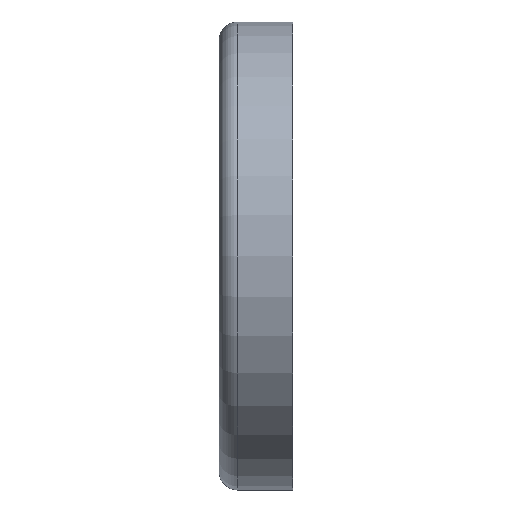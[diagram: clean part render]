
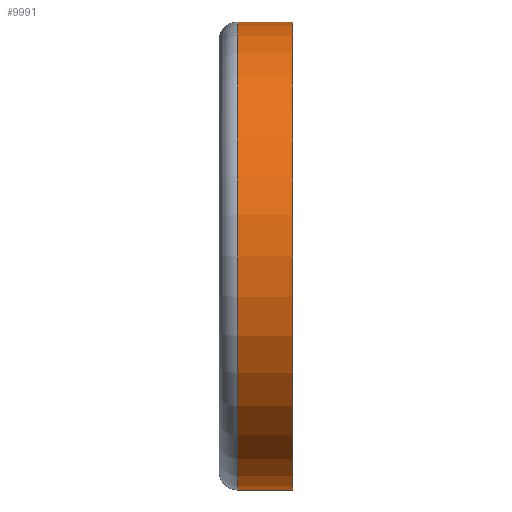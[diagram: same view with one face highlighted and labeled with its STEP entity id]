
A CAD part, left-side view. The second image highlights one B-rep face of the part: STEP entity #9991.
In plain terms, the highlighted cylindrical face has radius 38 mm (diameter 76 mm), a partial arc.
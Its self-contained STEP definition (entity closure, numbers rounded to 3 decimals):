
#443 = DIRECTION ( 'NONE',  ( 0., -1., 0. ) ) ;
#611 = CARTESIAN_POINT ( 'NONE',  ( 0., 0., 0. ) ) ;
#1411 = EDGE_CURVE ( 'NONE', #14866, #9759, #15535, .T. ) ;
#1886 = DIRECTION ( 'NONE',  ( 0., -1., 0. ) ) ;
#2029 = CARTESIAN_POINT ( 'NONE',  ( 0., 9., 38. ) ) ;
#2230 = CARTESIAN_POINT ( 'NONE',  ( 0., 0., 0. ) ) ;
#2464 = LINE ( 'NONE', #6841, #16129 ) ;
#2630 = EDGE_CURVE ( 'NONE', #14866, #3016, #5165, .T. ) ;
#3016 = VERTEX_POINT ( 'NONE', #4100 ) ;
#3371 = EDGE_CURVE ( 'NONE', #3016, #13337, #14747, .T. ) ;
#3800 = CYLINDRICAL_SURFACE ( 'NONE', #7496, 38. ) ;
#4053 = ORIENTED_EDGE ( 'NONE', *, *, #1411, .T. ) ;
#4100 = CARTESIAN_POINT ( 'NONE',  ( 0., 0., 38. ) ) ;
#5165 = LINE ( 'NONE', #6691, #11249 ) ;
#5612 = DIRECTION ( 'NONE',  ( 0., -1., 0. ) ) ;
#6691 = CARTESIAN_POINT ( 'NONE',  ( 0., 0., 38. ) ) ;
#6841 = CARTESIAN_POINT ( 'NONE',  ( 0., 0., -38. ) ) ;
#7032 = ORIENTED_EDGE ( 'NONE', *, *, #2630, .F. ) ;
#7241 = DIRECTION ( 'NONE',  ( 0., 0., -1. ) ) ;
#7496 = AXIS2_PLACEMENT_3D ( 'NONE', #2230, #12201, #7241 ) ;
#7904 = ORIENTED_EDGE ( 'NONE', *, *, #8605, .T. ) ;
#8605 = EDGE_CURVE ( 'NONE', #9759, #13337, #2464, .T. ) ;
#8927 = ORIENTED_EDGE ( 'NONE', *, *, #3371, .F. ) ;
#8948 = AXIS2_PLACEMENT_3D ( 'NONE', #611, #11768, #9279 ) ;
#9279 = DIRECTION ( 'NONE',  ( 0., 0., -1. ) ) ;
#9759 = VERTEX_POINT ( 'NONE', #12619 ) ;
#9991 = ADVANCED_FACE ( 'NONE', ( #10256 ), #3800, .T. ) ;
#10256 = FACE_OUTER_BOUND ( 'NONE', #13938, .T. ) ;
#11249 = VECTOR ( 'NONE', #443, 1000. ) ;
#11549 = AXIS2_PLACEMENT_3D ( 'NONE', #13068, #5612, #12910 ) ;
#11768 = DIRECTION ( 'NONE',  ( 0., -1., 0. ) ) ;
#12201 = DIRECTION ( 'NONE',  ( 0., -1., 0. ) ) ;
#12619 = CARTESIAN_POINT ( 'NONE',  ( 0., 9., -38. ) ) ;
#12910 = DIRECTION ( 'NONE',  ( 0., 0., -1. ) ) ;
#13068 = CARTESIAN_POINT ( 'NONE',  ( 0., 9., 0. ) ) ;
#13337 = VERTEX_POINT ( 'NONE', #15101 ) ;
#13938 = EDGE_LOOP ( 'NONE', ( #7032, #4053, #7904, #8927 ) ) ;
#14747 = CIRCLE ( 'NONE', #8948, 38. ) ;
#14866 = VERTEX_POINT ( 'NONE', #2029 ) ;
#15101 = CARTESIAN_POINT ( 'NONE',  ( 0., 0., -38. ) ) ;
#15535 = CIRCLE ( 'NONE', #11549, 38. ) ;
#16129 = VECTOR ( 'NONE', #1886, 1000. ) ;
